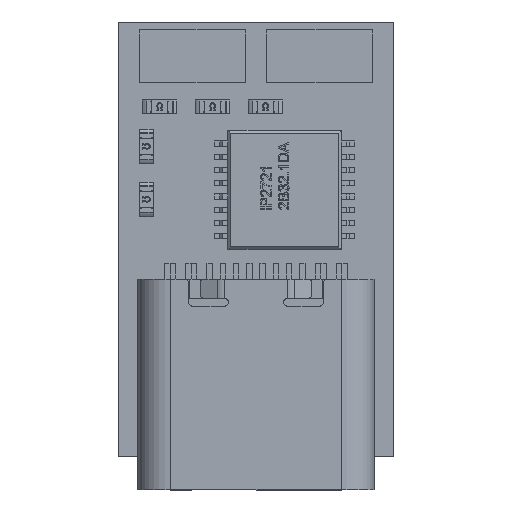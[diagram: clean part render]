
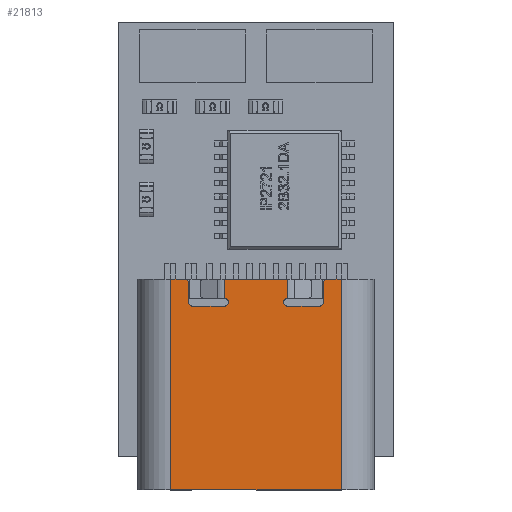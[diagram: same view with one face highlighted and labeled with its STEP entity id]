
A CAD part, top view. The second image highlights one B-rep face of the part: STEP entity #21813.
In plain terms, the highlighted planar face has unit normal (0, 0, 1).
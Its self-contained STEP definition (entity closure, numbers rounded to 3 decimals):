
#1098=CIRCLE('',#23170,0.15);
#1100=CIRCLE('',#23173,0.15);
#1101=CIRCLE('',#23174,0.15);
#1102=CIRCLE('',#23175,0.15);
#1103=CIRCLE('',#23176,0.15);
#1104=CIRCLE('',#23177,0.15);
#1461=FACE_OUTER_BOUND('',#2690,.T.);
#2690=EDGE_LOOP('',(#14485,#14486,#14487,#14488,#14489,#14490,#14491,#14492,
#14493,#14494,#14495,#14496,#14497,#14498,#14499,#14500,#14501,#14502));
#3963=LINE('',#29668,#6548);
#3964=LINE('',#29672,#6549);
#3965=LINE('',#29676,#6550);
#3966=LINE('',#29678,#6551);
#3967=LINE('',#29680,#6552);
#3968=LINE('',#29684,#6553);
#3969=LINE('',#29688,#6554);
#3970=LINE('',#29692,#6555);
#3971=LINE('',#29694,#6556);
#3972=LINE('',#29696,#6557);
#3973=LINE('',#29698,#6558);
#3974=LINE('',#29699,#6559);
#6548=VECTOR('',#24499,10.);
#6549=VECTOR('',#24502,10.);
#6550=VECTOR('',#24505,10.);
#6551=VECTOR('',#24506,10.);
#6552=VECTOR('',#24507,10.);
#6553=VECTOR('',#24510,10.);
#6554=VECTOR('',#24513,10.);
#6555=VECTOR('',#24516,10.);
#6556=VECTOR('',#24517,10.);
#6557=VECTOR('',#24518,10.);
#6558=VECTOR('',#24519,10.);
#6559=VECTOR('',#24520,10.);
#9134=VERTEX_POINT('',#29658);
#9135=VERTEX_POINT('',#29659);
#9138=VERTEX_POINT('',#29667);
#9139=VERTEX_POINT('',#29669);
#9140=VERTEX_POINT('',#29671);
#9141=VERTEX_POINT('',#29673);
#9142=VERTEX_POINT('',#29675);
#9143=VERTEX_POINT('',#29677);
#9144=VERTEX_POINT('',#29679);
#9145=VERTEX_POINT('',#29681);
#9146=VERTEX_POINT('',#29683);
#9147=VERTEX_POINT('',#29685);
#9148=VERTEX_POINT('',#29687);
#9149=VERTEX_POINT('',#29689);
#9150=VERTEX_POINT('',#29691);
#9151=VERTEX_POINT('',#29693);
#9152=VERTEX_POINT('',#29695);
#9153=VERTEX_POINT('',#29697);
#11249=EDGE_CURVE('',#9134,#9135,#1098,.T.);
#11253=EDGE_CURVE('',#9134,#9138,#3963,.T.);
#11254=EDGE_CURVE('',#9139,#9138,#1100,.T.);
#11255=EDGE_CURVE('',#9139,#9140,#3964,.T.);
#11256=EDGE_CURVE('',#9141,#9140,#1101,.T.);
#11257=EDGE_CURVE('',#9141,#9142,#3965,.T.);
#11258=EDGE_CURVE('',#9143,#9142,#3966,.T.);
#11259=EDGE_CURVE('',#9143,#9144,#3967,.T.);
#11260=EDGE_CURVE('',#9145,#9144,#1102,.T.);
#11261=EDGE_CURVE('',#9145,#9146,#3968,.T.);
#11262=EDGE_CURVE('',#9147,#9146,#1103,.T.);
#11263=EDGE_CURVE('',#9147,#9148,#3969,.T.);
#11264=EDGE_CURVE('',#9149,#9148,#1104,.T.);
#11265=EDGE_CURVE('',#9150,#9149,#3970,.T.);
#11266=EDGE_CURVE('',#9151,#9150,#3971,.T.);
#11267=EDGE_CURVE('',#9151,#9152,#3972,.T.);
#11268=EDGE_CURVE('',#9152,#9153,#3973,.T.);
#11269=EDGE_CURVE('',#9135,#9153,#3974,.T.);
#14485=ORIENTED_EDGE('',*,*,#11249,.F.);
#14486=ORIENTED_EDGE('',*,*,#11253,.T.);
#14487=ORIENTED_EDGE('',*,*,#11254,.F.);
#14488=ORIENTED_EDGE('',*,*,#11255,.T.);
#14489=ORIENTED_EDGE('',*,*,#11256,.F.);
#14490=ORIENTED_EDGE('',*,*,#11257,.T.);
#14491=ORIENTED_EDGE('',*,*,#11258,.F.);
#14492=ORIENTED_EDGE('',*,*,#11259,.T.);
#14493=ORIENTED_EDGE('',*,*,#11260,.F.);
#14494=ORIENTED_EDGE('',*,*,#11261,.T.);
#14495=ORIENTED_EDGE('',*,*,#11262,.F.);
#14496=ORIENTED_EDGE('',*,*,#11263,.T.);
#14497=ORIENTED_EDGE('',*,*,#11264,.F.);
#14498=ORIENTED_EDGE('',*,*,#11265,.F.);
#14499=ORIENTED_EDGE('',*,*,#11266,.F.);
#14500=ORIENTED_EDGE('',*,*,#11267,.T.);
#14501=ORIENTED_EDGE('',*,*,#11268,.T.);
#14502=ORIENTED_EDGE('',*,*,#11269,.F.);
#20918=PLANE('',#23172);
#21813=ADVANCED_FACE('',(#1461),#20918,.T.);
#23170=AXIS2_PLACEMENT_3D('',#29660,#24491,#24492);
#23172=AXIS2_PLACEMENT_3D('',#29666,#24497,#24498);
#23173=AXIS2_PLACEMENT_3D('',#29670,#24500,#24501);
#23174=AXIS2_PLACEMENT_3D('',#29674,#24503,#24504);
#23175=AXIS2_PLACEMENT_3D('',#29682,#24508,#24509);
#23176=AXIS2_PLACEMENT_3D('',#29686,#24511,#24512);
#23177=AXIS2_PLACEMENT_3D('',#29690,#24514,#24515);
#24491=DIRECTION('center_axis',(0.,0.,-1.));
#24492=DIRECTION('ref_axis',(-0.707,0.707,0.));
#24497=DIRECTION('center_axis',(0.,0.,1.));
#24498=DIRECTION('ref_axis',(1.,0.,0.));
#24499=DIRECTION('',(0.,-1.,0.));
#24500=DIRECTION('center_axis',(0.,0.,1.));
#24501=DIRECTION('ref_axis',(0.707,-0.707,0.));
#24502=DIRECTION('',(-1.,0.,0.));
#24503=DIRECTION('center_axis',(0.,0.,1.));
#24504=DIRECTION('ref_axis',(-0.707,0.707,0.));
#24505=DIRECTION('',(0.,1.,0.));
#24506=DIRECTION('',(1.,0.,0.));
#24507=DIRECTION('',(0.,-1.,0.));
#24508=DIRECTION('center_axis',(0.,0.,1.));
#24509=DIRECTION('ref_axis',(0.707,-0.707,0.));
#24510=DIRECTION('',(-1.,0.,0.));
#24511=DIRECTION('center_axis',(0.,0.,1.));
#24512=DIRECTION('ref_axis',(-0.707,-0.707,0.));
#24513=DIRECTION('',(0.,1.,0.));
#24514=DIRECTION('center_axis',(0.,0.,-1.));
#24515=DIRECTION('ref_axis',(0.707,0.707,0.));
#24516=DIRECTION('',(1.,0.,0.));
#24517=DIRECTION('',(0.,1.,0.));
#24518=DIRECTION('',(1.,0.,0.));
#24519=DIRECTION('',(0.,1.,0.));
#24520=DIRECTION('',(1.,0.,0.));
#29658=CARTESIAN_POINT('',(2.546,7.33,2.06));
#29659=CARTESIAN_POINT('',(2.696,7.48,2.06));
#29660=CARTESIAN_POINT('Origin',(2.696,7.33,2.06));
#29666=CARTESIAN_POINT('Origin',(-3.224,-0.48,2.06));
#29667=CARTESIAN_POINT('',(2.546,6.61,2.06));
#29668=CARTESIAN_POINT('',(2.546,3.5,2.06));
#29669=CARTESIAN_POINT('',(2.396,6.46,2.06));
#29670=CARTESIAN_POINT('Origin',(2.396,6.61,2.06));
#29671=CARTESIAN_POINT('',(1.196,6.46,2.06));
#29672=CARTESIAN_POINT('',(-1.089,6.46,2.06));
#29673=CARTESIAN_POINT('',(1.196,6.76,2.06));
#29674=CARTESIAN_POINT('Origin',(1.196,6.61,2.06));
#29675=CARTESIAN_POINT('',(1.196,7.48,2.06));
#29676=CARTESIAN_POINT('',(1.196,2.99,2.06));
#29677=CARTESIAN_POINT('',(-1.196,7.48,2.06));
#29678=CARTESIAN_POINT('',(-3.224,7.48,2.06));
#29679=CARTESIAN_POINT('',(-1.196,6.76,2.06));
#29680=CARTESIAN_POINT('',(-1.196,3.5,2.06));
#29681=CARTESIAN_POINT('',(-1.196,6.46,2.06));
#29682=CARTESIAN_POINT('Origin',(-1.196,6.61,2.06));
#29683=CARTESIAN_POINT('',(-2.396,6.46,2.06));
#29684=CARTESIAN_POINT('',(-2.21,6.46,2.06));
#29685=CARTESIAN_POINT('',(-2.546,6.61,2.06));
#29686=CARTESIAN_POINT('Origin',(-2.396,6.61,2.06));
#29687=CARTESIAN_POINT('',(-2.546,7.33,2.06));
#29688=CARTESIAN_POINT('',(-2.546,2.99,2.06));
#29689=CARTESIAN_POINT('',(-2.696,7.48,2.06));
#29690=CARTESIAN_POINT('Origin',(-2.696,7.33,2.06));
#29691=CARTESIAN_POINT('',(-3.224,7.48,2.06));
#29692=CARTESIAN_POINT('',(-3.224,7.48,2.06));
#29693=CARTESIAN_POINT('',(-3.224,-0.48,2.06));
#29694=CARTESIAN_POINT('',(-3.224,-0.48,2.06));
#29695=CARTESIAN_POINT('',(3.224,-0.48,2.06));
#29696=CARTESIAN_POINT('',(-3.224,-0.48,2.06));
#29697=CARTESIAN_POINT('',(3.224,7.48,2.06));
#29698=CARTESIAN_POINT('',(3.224,-0.48,2.06));
#29699=CARTESIAN_POINT('',(-3.224,7.48,2.06));
